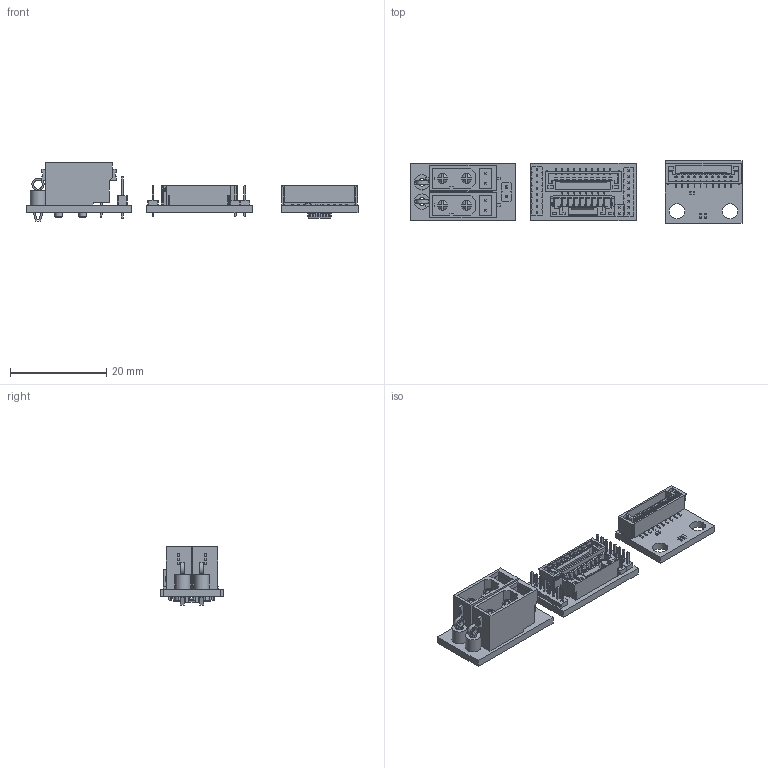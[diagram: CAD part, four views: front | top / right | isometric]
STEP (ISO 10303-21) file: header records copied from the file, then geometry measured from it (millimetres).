
FILE_DESCRIPTION(('KiCad electronic assembly'),'2;1');
FILE_NAME('adaptor.step','2025-10-27T09:46:52',('Pcbnew'),('Kicad'), 'Open CASCADE STEP processor 7.6','KiCad to STEP converter','Unknown' );
FILE_SCHEMA(('AUTOMOTIVE_DESIGN { 1 0 10303 214 1 1 1 1 }'));
Length unit declared in the file: millimetre
Products named in the file (14): adaptor 1; CONN-SMD_GH1.25-LS-8P; PinHeader_1x02_P2.00mm_Vertical; CONN-SMD_10P-P1.25_XUNPU_WAFER-GH1.25-10PLB; CONN-TH_XT30PB-M; C_0402_1005Metric; TestPoint_Keystone_5005-5009_Compact; R_0402_1005Metric; PinHeader_1x08_P1.27mm_Vertical; PinHeader_1x02_P1.27mm_Vertical; TSSOP-14_4.4x5mm_P0.65mm; adaptor_PCB_1; adaptor_PCB_2; adaptor_PCB_3
Assembly tree (18 placements, depth 2):
  adaptor 1
    CONN-SMD_GH1.25-LS-8P
    PinHeader_1x02_P2.00mm_Vertical
    CONN-SMD_10P-P1.25_XUNPU_WAFER-GH1.25-10PLB  x2
    CONN-TH_XT30PB-M  x2
    C_0402_1005Metric  x2
    TestPoint_Keystone_5005-5009_Compact  x2
    R_0402_1005Metric
    PinHeader_1x08_P1.27mm_Vertical  x2
    PinHeader_1x02_P1.27mm_Vertical
    TSSOP-14_4.4x5mm_P0.65mm
    adaptor_PCB_1
    adaptor_PCB_2
    adaptor_PCB_3
Bounding box: 69 x 13 x 12.1 mm (x, y, z)
Volume: 2305.3 mm3; surface area: 6392.6 mm2
Topology: 37 solids, 37 shells, 4083 faces, 11007 edges, 7194 vertices
Faces by surface type: plane 3054, bspline 542, cylinder 463, sphere 16, cone 8
Full cylindrical faces by diameter (mm): 0.5 x1, 0.65 x18, 0.8 x2, 0.914 x4, 1.6 x4, 1.9 x4, 3.18 x2, 3.2 x2
Entity records: 84813 total; most frequent: CARTESIAN_POINT 19385, ORIENTED_EDGE 14332, DIRECTION 11858, EDGE_CURVE 7166, LINE 5824, VECTOR 5824, VERTEX_POINT 4676, AXIS2_PLACEMENT_3D 3017
